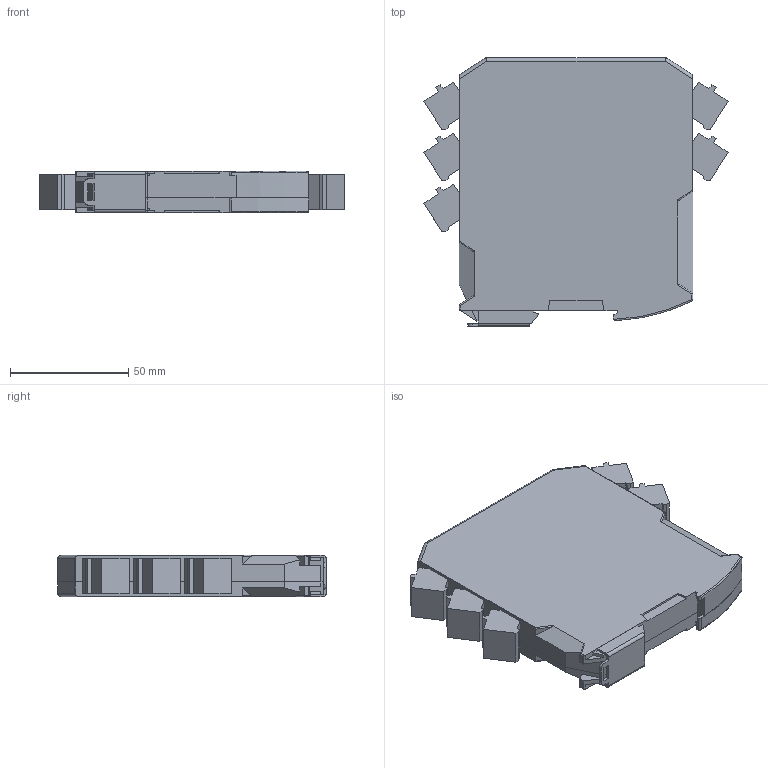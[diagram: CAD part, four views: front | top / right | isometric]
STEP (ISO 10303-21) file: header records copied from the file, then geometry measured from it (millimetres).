
FILE_DESCRIPTION (( 'STEP AP203' ), '1' );
FILE_NAME ('91XX_20_AP203.STEP', '2010-08-03T08:14:43', ( 'Admin' ), ( 'R. STAHL' ), 'SwSTEP 2.0', 'SolidWorks 2008', '' );
FILE_SCHEMA (( 'CONFIG_CONTROL_DESIGN' ));
Length unit declared in the file: millimetre
Products named in the file (1): 91XX_20_AP203
Bounding box: 128.9 x 113.6 x 17.6 mm (x, y, z)
Volume: 207905.7 mm3; surface area: 60520 mm2
Topology: 8 solids, 12 shells, 439 faces, 1259 edges, 844 vertices
Faces by surface type: plane 321, cylinder 116, bspline 2
Entity records: 14560 total; most frequent: CARTESIAN_POINT 3151, ORIENTED_EDGE 2518, DIRECTION 2158, EDGE_CURVE 1259, VECTOR 920, LINE 920, VERTEX_POINT 844, AXIS2_PLACEMENT_3D 619
